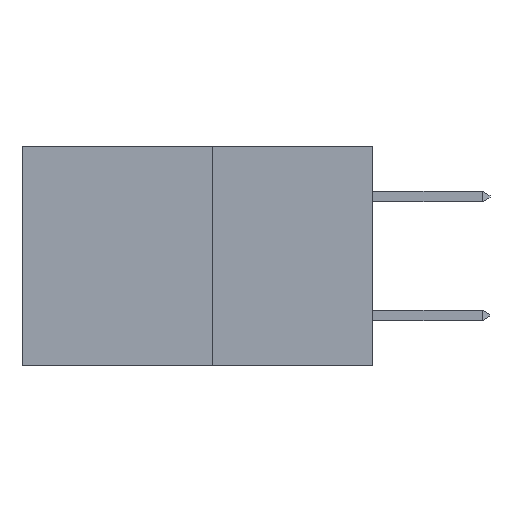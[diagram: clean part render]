
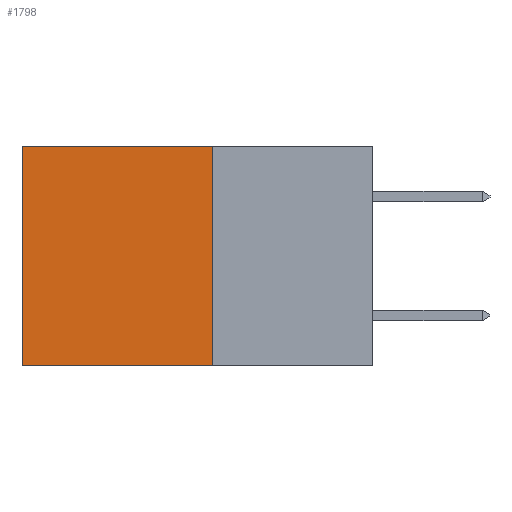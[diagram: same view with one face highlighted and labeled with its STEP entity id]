
A CAD part, left-side view. The second image highlights one B-rep face of the part: STEP entity #1798.
In plain terms, the highlighted planar face has unit normal (-1, 0, 0).
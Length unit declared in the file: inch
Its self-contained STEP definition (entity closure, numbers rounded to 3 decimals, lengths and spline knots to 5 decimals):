
#228 = ORIENTED_EDGE ( 'NONE', *, *, #6925, .F. ) ;
#249 = DIRECTION ( 'NONE',  ( 0., 1., 0. ) ) ;
#402 = CARTESIAN_POINT ( 'NONE',  ( 0.277, 0.27, -0.37 ) ) ;
#739 = DIRECTION ( 'NONE',  ( 0., 0., -1. ) ) ;
#826 = VERTEX_POINT ( 'NONE', #6945 ) ;
#989 = CARTESIAN_POINT ( 'NONE',  ( 0.277, 0.27, 0. ) ) ;
#1155 = LINE ( 'NONE', #7673, #8475 ) ;
#1299 = VERTEX_POINT ( 'NONE', #6832 ) ;
#1798 = ADVANCED_FACE ( 'NONE', ( #9079 ), #8943, .F. ) ;
#2056 = EDGE_CURVE ( 'NONE', #8039, #826, #6988, .T. ) ;
#2206 = CARTESIAN_POINT ( 'NONE',  ( 0.277, 0.59, 0. ) ) ;
#2474 = VECTOR ( 'NONE', #249, 39.37008 ) ;
#2651 = VECTOR ( 'NONE', #739, 39.37008 ) ;
#3096 = EDGE_CURVE ( 'NONE', #8039, #5879, #8126, .T. ) ;
#3456 = DIRECTION ( 'NONE',  ( 0., 1., 0. ) ) ;
#3577 = DIRECTION ( 'NONE',  ( 0., 0., -1. ) ) ;
#4085 = ORIENTED_EDGE ( 'NONE', *, *, #3096, .T. ) ;
#4385 = ORIENTED_EDGE ( 'NONE', *, *, #6537, .T. ) ;
#5073 = VECTOR ( 'NONE', #6473, 39.37008 ) ;
#5299 = DIRECTION ( 'NONE',  ( 1., 0., 0. ) ) ;
#5423 = CARTESIAN_POINT ( 'NONE',  ( 0.277, 0.27, -0.37 ) ) ;
#5657 = AXIS2_PLACEMENT_3D ( 'NONE', #402, #5299, #3577 ) ;
#5879 = VERTEX_POINT ( 'NONE', #2206 ) ;
#6473 = DIRECTION ( 'NONE',  ( 0., 0., -1. ) ) ;
#6537 = EDGE_CURVE ( 'NONE', #5879, #1299, #8280, .T. ) ;
#6820 = CARTESIAN_POINT ( 'NONE',  ( 0.277, 0.27, 0. ) ) ;
#6832 = CARTESIAN_POINT ( 'NONE',  ( 0.277, 0.59, -0.37 ) ) ;
#6925 = EDGE_CURVE ( 'NONE', #826, #1299, #1155, .T. ) ;
#6945 = CARTESIAN_POINT ( 'NONE',  ( 0.277, 0.27, -0.37 ) ) ;
#6988 = LINE ( 'NONE', #5423, #5073 ) ;
#7290 = EDGE_LOOP ( 'NONE', ( #4385, #228, #7669, #4085 ) ) ;
#7669 = ORIENTED_EDGE ( 'NONE', *, *, #2056, .F. ) ;
#7673 = CARTESIAN_POINT ( 'NONE',  ( 0.277, 0.27, -0.37 ) ) ;
#8039 = VERTEX_POINT ( 'NONE', #6820 ) ;
#8126 = LINE ( 'NONE', #989, #2474 ) ;
#8280 = LINE ( 'NONE', #8544, #2651 ) ;
#8475 = VECTOR ( 'NONE', #3456, 39.37008 ) ;
#8544 = CARTESIAN_POINT ( 'NONE',  ( 0.277, 0.59, -0.37 ) ) ;
#8943 = PLANE ( 'NONE',  #5657 ) ;
#9079 = FACE_OUTER_BOUND ( 'NONE', #7290, .T. ) ;
